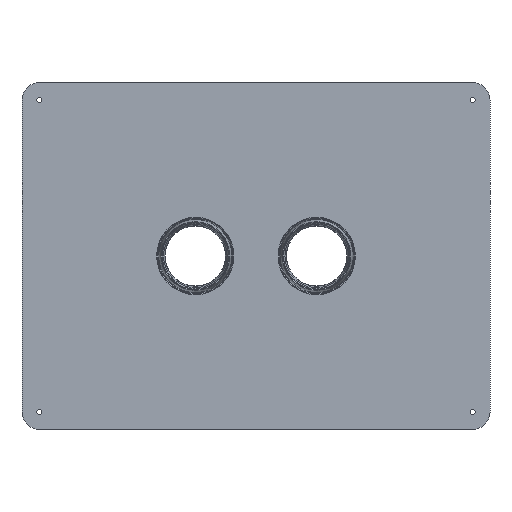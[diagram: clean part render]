
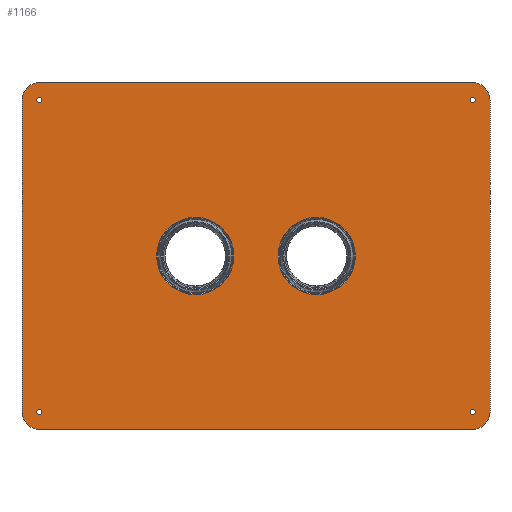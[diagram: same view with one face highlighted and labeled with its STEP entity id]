
A CAD part, front view. The second image highlights one B-rep face of the part: STEP entity #1166.
In plain terms, the highlighted planar face has unit normal (0, -1, 0).
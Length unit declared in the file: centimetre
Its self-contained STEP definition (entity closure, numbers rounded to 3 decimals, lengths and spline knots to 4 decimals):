
#28=FACE_BOUND('',#239,.T.);
#29=FACE_BOUND('',#240,.T.);
#30=FACE_BOUND('',#241,.T.);
#31=FACE_BOUND('',#242,.T.);
#32=FACE_BOUND('',#243,.T.);
#33=FACE_BOUND('',#244,.T.);
#39=PLANE('',#1490);
#160=FACE_OUTER_BOUND('',#238,.T.);
#238=EDGE_LOOP('',(#1061,#1062,#1063,#1064,#1065,#1066,#1067,#1068));
#239=EDGE_LOOP('',(#1069));
#240=EDGE_LOOP('',(#1070));
#241=EDGE_LOOP('',(#1071));
#242=EDGE_LOOP('',(#1072));
#243=EDGE_LOOP('',(#1073));
#244=EDGE_LOOP('',(#1074));
#357=CIRCLE('',#1443,44.6042);
#367=CIRCLE('',#1458,44.6042);
#370=CIRCLE('',#1463,3.);
#372=CIRCLE('',#1466,3.);
#374=CIRCLE('',#1469,3.);
#376=CIRCLE('',#1472,3.);
#377=CIRCLE('',#1474,20.);
#382=CIRCLE('',#1482,20.);
#383=CIRCLE('',#1484,20.);
#384=CIRCLE('',#1487,20.);
#472=VERTEX_POINT('',#2454);
#480=VERTEX_POINT('',#2480);
#482=VERTEX_POINT('',#2489);
#484=VERTEX_POINT('',#2495);
#486=VERTEX_POINT('',#2501);
#488=VERTEX_POINT('',#2507);
#489=VERTEX_POINT('',#2511);
#490=VERTEX_POINT('',#2512);
#499=VERTEX_POINT('',#2534);
#500=VERTEX_POINT('',#2538);
#501=VERTEX_POINT('',#2542);
#502=VERTEX_POINT('',#2543);
#503=VERTEX_POINT('',#2548);
#504=VERTEX_POINT('',#2552);
#643=EDGE_CURVE('',#472,#472,#357,.T.);
#656=EDGE_CURVE('',#480,#480,#367,.T.);
#661=EDGE_CURVE('',#482,#482,#370,.T.);
#664=EDGE_CURVE('',#484,#484,#372,.T.);
#667=EDGE_CURVE('',#486,#486,#374,.T.);
#670=EDGE_CURVE('',#488,#488,#376,.T.);
#671=EDGE_CURVE('',#489,#490,#377,.T.);
#682=EDGE_CURVE('',#499,#490,#1222,.T.);
#684=EDGE_CURVE('',#499,#500,#382,.T.);
#686=EDGE_CURVE('',#501,#502,#383,.T.);
#690=EDGE_CURVE('',#501,#503,#1228,.T.);
#691=EDGE_CURVE('',#504,#503,#384,.T.);
#693=EDGE_CURVE('',#504,#500,#1230,.T.);
#694=EDGE_CURVE('',#489,#502,#1231,.T.);
#1061=ORIENTED_EDGE('',*,*,#671,.F.);
#1062=ORIENTED_EDGE('',*,*,#694,.T.);
#1063=ORIENTED_EDGE('',*,*,#686,.F.);
#1064=ORIENTED_EDGE('',*,*,#690,.T.);
#1065=ORIENTED_EDGE('',*,*,#691,.F.);
#1066=ORIENTED_EDGE('',*,*,#693,.T.);
#1067=ORIENTED_EDGE('',*,*,#684,.F.);
#1068=ORIENTED_EDGE('',*,*,#682,.T.);
#1069=ORIENTED_EDGE('',*,*,#643,.F.);
#1070=ORIENTED_EDGE('',*,*,#656,.F.);
#1071=ORIENTED_EDGE('',*,*,#661,.T.);
#1072=ORIENTED_EDGE('',*,*,#664,.T.);
#1073=ORIENTED_EDGE('',*,*,#667,.T.);
#1074=ORIENTED_EDGE('',*,*,#670,.T.);
#1166=ADVANCED_FACE('',(#160,#28,#29,#30,#31,#32,#33),#39,.T.);
#1222=LINE('',#2535,#1275);
#1228=LINE('',#2550,#1281);
#1230=LINE('',#2556,#1283);
#1231=LINE('',#2558,#1284);
#1275=VECTOR('',#1927,1.);
#1281=VECTOR('',#1943,1.);
#1283=VECTOR('',#1951,1.);
#1284=VECTOR('',#1954,1.);
#1443=AXIS2_PLACEMENT_3D('',#2456,#1837,#1838);
#1458=AXIS2_PLACEMENT_3D('',#2482,#1870,#1871);
#1463=AXIS2_PLACEMENT_3D('',#2491,#1882,#1883);
#1466=AXIS2_PLACEMENT_3D('',#2497,#1889,#1890);
#1469=AXIS2_PLACEMENT_3D('',#2503,#1896,#1897);
#1472=AXIS2_PLACEMENT_3D('',#2509,#1903,#1904);
#1474=AXIS2_PLACEMENT_3D('',#2513,#1907,#1908);
#1482=AXIS2_PLACEMENT_3D('',#2539,#1931,#1932);
#1484=AXIS2_PLACEMENT_3D('',#2544,#1936,#1937);
#1487=AXIS2_PLACEMENT_3D('',#2553,#1946,#1947);
#1490=AXIS2_PLACEMENT_3D('',#2559,#1955,#1956);
#1837=DIRECTION('center_axis',(0.,-1.,0.));
#1838=DIRECTION('ref_axis',(0.,0.,-1.));
#1870=DIRECTION('center_axis',(0.,-1.,0.));
#1871=DIRECTION('ref_axis',(0.,0.,-1.));
#1882=DIRECTION('center_axis',(0.,1.,0.));
#1883=DIRECTION('ref_axis',(-1.,0.,0.));
#1889=DIRECTION('center_axis',(0.,1.,0.));
#1890=DIRECTION('ref_axis',(1.,0.,0.));
#1896=DIRECTION('center_axis',(0.,1.,0.));
#1897=DIRECTION('ref_axis',(1.,0.,0.));
#1903=DIRECTION('center_axis',(0.,1.,0.));
#1904=DIRECTION('ref_axis',(-1.,0.,0.));
#1907=DIRECTION('center_axis',(0.,1.,0.));
#1908=DIRECTION('ref_axis',(0.707,0.,0.707));
#1927=DIRECTION('',(0.,0.,1.));
#1931=DIRECTION('center_axis',(0.,1.,0.));
#1932=DIRECTION('ref_axis',(0.707,0.,-0.707));
#1936=DIRECTION('center_axis',(0.,1.,0.));
#1937=DIRECTION('ref_axis',(-0.707,0.,0.707));
#1943=DIRECTION('',(0.,0.,-1.));
#1946=DIRECTION('center_axis',(0.,1.,0.));
#1947=DIRECTION('ref_axis',(-0.707,0.,-0.707));
#1951=DIRECTION('',(1.,0.,0.));
#1954=DIRECTION('',(-1.,0.,0.));
#1955=DIRECTION('center_axis',(0.,-1.,0.));
#1956=DIRECTION('ref_axis',(0.,0.,-1.));
#2454=CARTESIAN_POINT('',(-70.,0.,244.6042));
#2456=CARTESIAN_POINT('Origin',(-70.,0.,
200.));
#2480=CARTESIAN_POINT('',(70.,0.,244.6042));
#2482=CARTESIAN_POINT('Origin',(70.,0.,200.));
#2489=CARTESIAN_POINT('',(-247.,0.,380.));
#2491=CARTESIAN_POINT('Origin',(-250.,0.,380.));
#2495=CARTESIAN_POINT('',(247.,0.,20.));
#2497=CARTESIAN_POINT('Origin',(250.,0.,20.));
#2501=CARTESIAN_POINT('',(247.,0.,380.));
#2503=CARTESIAN_POINT('Origin',(250.,0.,380.));
#2507=CARTESIAN_POINT('',(-247.,0.,20.));
#2509=CARTESIAN_POINT('Origin',(-250.,0.,20.));
#2511=CARTESIAN_POINT('',(250.,0.,400.));
#2512=CARTESIAN_POINT('',(270.,0.,380.));
#2513=CARTESIAN_POINT('Origin',(250.,0.,380.));
#2534=CARTESIAN_POINT('',(270.,0.,20.));
#2535=CARTESIAN_POINT('',(270.,0.,200.));
#2538=CARTESIAN_POINT('',(250.,0.,0.));
#2539=CARTESIAN_POINT('Origin',(250.,0.,20.));
#2542=CARTESIAN_POINT('',(-270.,0.,380.));
#2543=CARTESIAN_POINT('',(-250.,0.,400.));
#2544=CARTESIAN_POINT('Origin',(-250.,0.,380.));
#2548=CARTESIAN_POINT('',(-270.,0.,20.));
#2550=CARTESIAN_POINT('',(-270.,0.,0.));
#2552=CARTESIAN_POINT('',(-250.,0.,0.));
#2553=CARTESIAN_POINT('Origin',(-250.,0.,20.));
#2556=CARTESIAN_POINT('',(270.,0.,0.));
#2558=CARTESIAN_POINT('',(-270.,0.,400.));
#2559=CARTESIAN_POINT('Origin',(0.,0.,200.));
